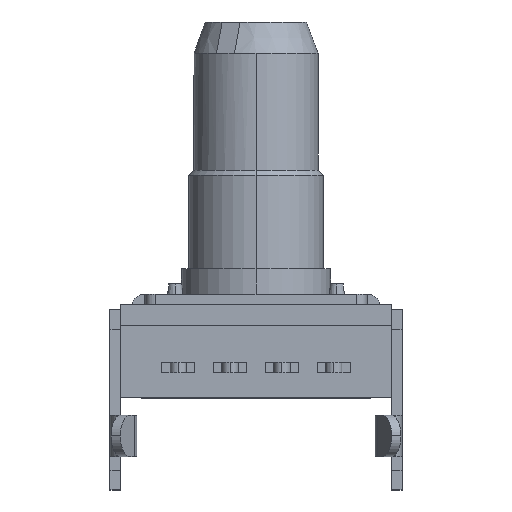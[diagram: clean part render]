
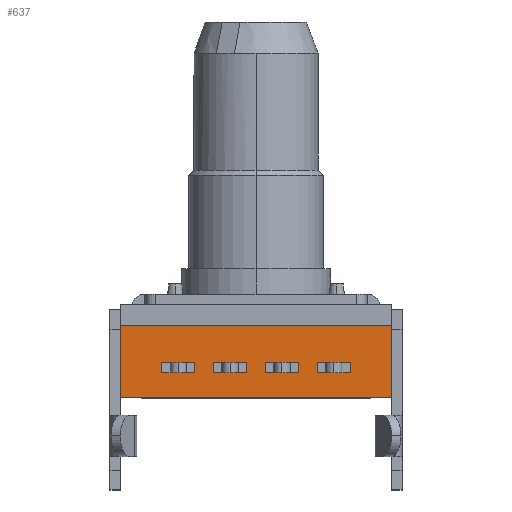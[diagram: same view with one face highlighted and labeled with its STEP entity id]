
A CAD part, top view. The second image highlights one B-rep face of the part: STEP entity #637.
In plain terms, the highlighted planar face has unit normal (0, 0, 1).
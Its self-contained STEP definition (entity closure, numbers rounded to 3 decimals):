
#78 = ORIENTED_EDGE ( 'NONE', *, *, #2161, .F. ) ;
#563 = LINE ( 'NONE', #6949, #2474 ) ;
#579 = LINE ( 'NONE', #7641, #5621 ) ;
#637 = ADVANCED_FACE ( 'NONE', ( #7888 ), #2826, .F. ) ;
#948 = CARTESIAN_POINT ( 'NONE',  ( 6.55, -5., 5.95 ) ) ;
#969 = ORIENTED_EDGE ( 'NONE', *, *, #1337, .F. ) ;
#992 = VERTEX_POINT ( 'NONE', #4918 ) ;
#1122 = AXIS2_PLACEMENT_3D ( 'NONE', #9648, #1923, #7287 ) ;
#1337 = EDGE_CURVE ( 'NONE', #992, #5676, #579, .T. ) ;
#1487 = EDGE_LOOP ( 'NONE', ( #6058, #969, #78, #4157 ) ) ;
#1923 = DIRECTION ( 'NONE',  ( 0., 0., -1. ) ) ;
#2161 = EDGE_CURVE ( 'NONE', #8194, #992, #5239, .T. ) ;
#2474 = VECTOR ( 'NONE', #7711, 1000. ) ;
#2521 = VERTEX_POINT ( 'NONE', #8348 ) ;
#2716 = LINE ( 'NONE', #948, #7375 ) ;
#2826 = PLANE ( 'NONE',  #1122 ) ;
#3039 = DIRECTION ( 'NONE',  ( 1., 0., 0. ) ) ;
#3041 = CARTESIAN_POINT ( 'NONE',  ( -6.55, -25.717, 5.95 ) ) ;
#3573 = CARTESIAN_POINT ( 'NONE',  ( 6.55, -1.5, 5.95 ) ) ;
#3674 = CARTESIAN_POINT ( 'NONE',  ( -6.55, -5., 5.95 ) ) ;
#4032 = VECTOR ( 'NONE', #7741, 1000. ) ;
#4157 = ORIENTED_EDGE ( 'NONE', *, *, #9761, .T. ) ;
#4918 = CARTESIAN_POINT ( 'NONE',  ( -6.55, -1.5, 5.95 ) ) ;
#5239 = LINE ( 'NONE', #3041, #4032 ) ;
#5621 = VECTOR ( 'NONE', #3039, 1000. ) ;
#5676 = VERTEX_POINT ( 'NONE', #3573 ) ;
#6058 = ORIENTED_EDGE ( 'NONE', *, *, #7065, .T. ) ;
#6949 = CARTESIAN_POINT ( 'NONE',  ( 6.55, -25.717, 5.95 ) ) ;
#7065 = EDGE_CURVE ( 'NONE', #2521, #5676, #563, .T. ) ;
#7287 = DIRECTION ( 'NONE',  ( -1., 0., 0. ) ) ;
#7375 = VECTOR ( 'NONE', #7737, 1000. ) ;
#7641 = CARTESIAN_POINT ( 'NONE',  ( -6.55, -1.5, 5.95 ) ) ;
#7711 = DIRECTION ( 'NONE',  ( 0., 1., 0. ) ) ;
#7737 = DIRECTION ( 'NONE',  ( 1., 0., 0. ) ) ;
#7741 = DIRECTION ( 'NONE',  ( 0., 1., 0. ) ) ;
#7888 = FACE_OUTER_BOUND ( 'NONE', #1487, .T. ) ;
#8194 = VERTEX_POINT ( 'NONE', #3674 ) ;
#8348 = CARTESIAN_POINT ( 'NONE',  ( 6.55, -5., 5.95 ) ) ;
#9648 = CARTESIAN_POINT ( 'NONE',  ( 6.55, -25.717, 5.95 ) ) ;
#9761 = EDGE_CURVE ( 'NONE', #8194, #2521, #2716, .T. ) ;
